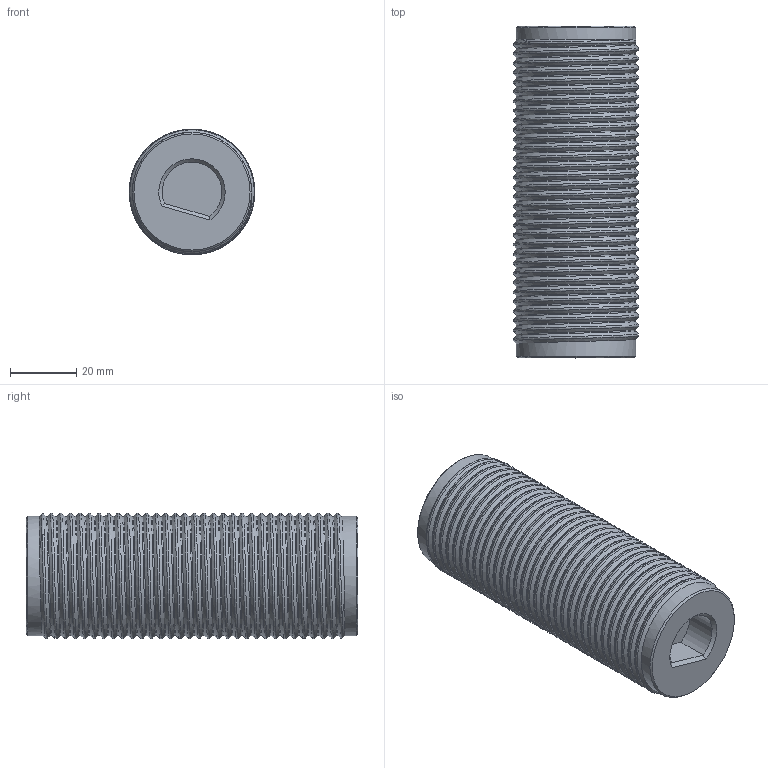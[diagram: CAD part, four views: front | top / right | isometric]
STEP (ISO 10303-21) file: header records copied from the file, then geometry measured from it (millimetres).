
FILE_DESCRIPTION( ( '' ), ' ' );
FILE_NAME( '5de4c053cbc37b1598197f83.step', '2019-12-02T07:42:16', ( '' ), ( '' ), ' ', ' ', ' ' );
FILE_SCHEMA( ( 'AUTOMOTIVE_DESIGN { 1 0 10303 214 1 1 1 1 }' ) );
Length unit declared in the file: metre
Products named in the file (1): pin
Bounding box: 37.79 x 100 x 37.79 mm (x, y, z)
Volume: 102169.2 mm3; surface area: 16605.5 mm2
Topology: 1 solids, 1 shells, 59 faces, 157 edges, 100 vertices
Faces by surface type: cylinder 34, plane 10, bspline 7, cone 6, sphere 2
Full cylindrical faces by diameter (mm): 36 x32
Entity records: 23573 total; most frequent: CARTESIAN_POINT 22820, ORIENTED_EDGE 108, DIRECTION 92, EDGE_CURVE 54, AXIS2_PLACEMENT_3D 40, EDGE_LOOP 34, VERTEX_POINT 34, FACE_OUTER_BOUND 29
